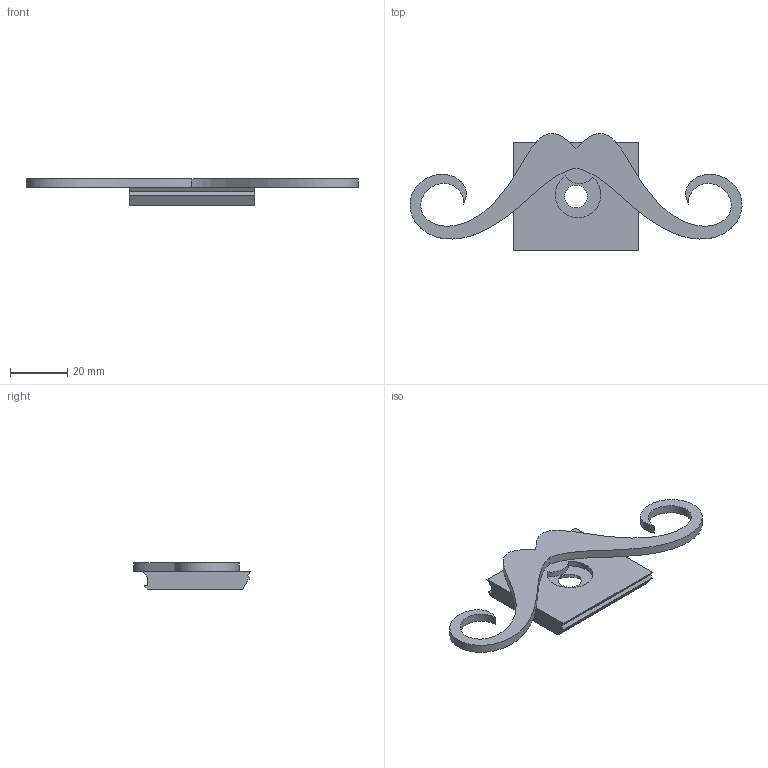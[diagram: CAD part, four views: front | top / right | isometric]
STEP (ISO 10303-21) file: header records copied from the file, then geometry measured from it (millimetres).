
FILE_DESCRIPTION (( 'STEP AP203' ), '1' );
FILE_NAME ('P25_Mouth_Moustache.STEP', '2020-11-17T10:34:32', ( '' ), ( '' ), 'SwSTEP 2.0', 'SolidWorks 2018', '' );
FILE_SCHEMA (( 'CONFIG_CONTROL_DESIGN' ));
Length unit declared in the file: millimetre
Products named in the file (1): P25_Mouth_Moustache
Bounding box: 116.23 x 40.9 x 9.2 mm (x, y, z)
Volume: 12366.5 mm3; surface area: 8108.3 mm2
Topology: 2 solids, 2 shells, 53 faces, 132 edges, 78 vertices
Faces by surface type: cone 18, plane 16, cylinder 15, bspline 4
Entity records: 1719 total; most frequent: CARTESIAN_POINT 424, DIRECTION 254, ORIENTED_EDGE 248, EDGE_CURVE 124, AXIS2_PLACEMENT_3D 92, VERTEX_POINT 78, LINE 70, VECTOR 70
